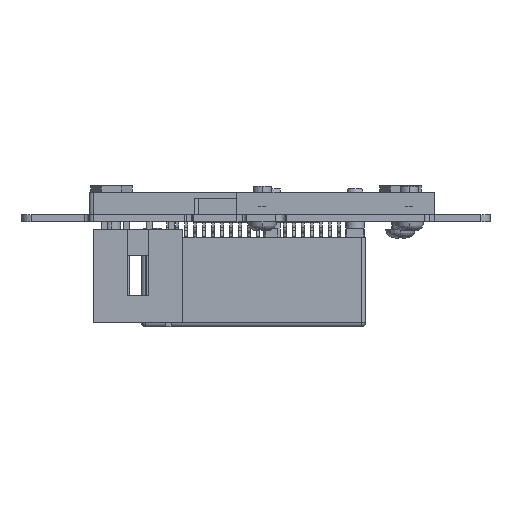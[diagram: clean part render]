
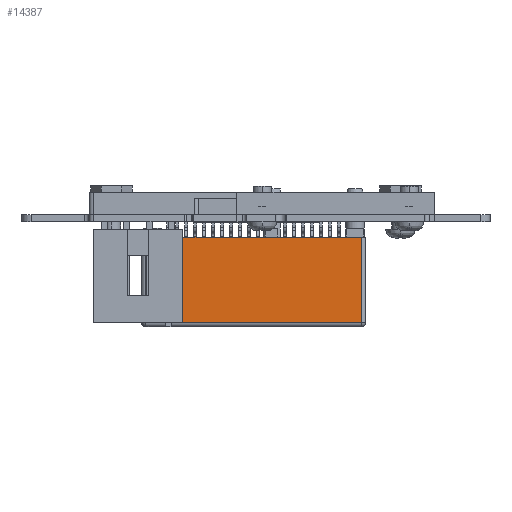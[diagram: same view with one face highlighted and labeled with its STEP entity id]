
A CAD part, front view. The second image highlights one B-rep face of the part: STEP entity #14387.
In plain terms, the highlighted face is planar.
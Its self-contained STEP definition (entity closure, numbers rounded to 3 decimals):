
#10217 = EDGE_CURVE('',#10218,#10220,#10222,.T.);
#10218 = VERTEX_POINT('',#10219);
#10219 = CARTESIAN_POINT('',(-3.7,0.,24.5));
#10220 = VERTEX_POINT('',#10221);
#10221 = CARTESIAN_POINT('',(-3.7,0.,0.5));
#10222 = LINE('',#10223,#10224);
#10223 = CARTESIAN_POINT('',(-3.7,0.,25.));
#10224 = VECTOR('',#10225,1.);
#10225 = DIRECTION('',(0.,0.,-1.));
#14387 = ADVANCED_FACE('',(#14388),#14445,.F.);
#14388 = FACE_BOUND('',#14389,.T.);
#14389 = EDGE_LOOP('',(#14390,#14391,#14399,#14407,#14415,#14423,#14431,
    #14439));
#14390 = ORIENTED_EDGE('',*,*,#10217,.F.);
#14391 = ORIENTED_EDGE('',*,*,#14392,.T.);
#14392 = EDGE_CURVE('',#10218,#14393,#14395,.T.);
#14393 = VERTEX_POINT('',#14394);
#14394 = CARTESIAN_POINT('',(-3.7,9.5,24.5));
#14395 = LINE('',#14396,#14397);
#14396 = CARTESIAN_POINT('',(-3.7,10.,24.5));
#14397 = VECTOR('',#14398,1.);
#14398 = DIRECTION('',(0.,1.,0.));
#14399 = ORIENTED_EDGE('',*,*,#14400,.T.);
#14400 = EDGE_CURVE('',#14393,#14401,#14403,.T.);
#14401 = VERTEX_POINT('',#14402);
#14402 = CARTESIAN_POINT('',(-3.7,9.5,22.3));
#14403 = LINE('',#14404,#14405);
#14404 = CARTESIAN_POINT('',(-3.7,9.5,25.));
#14405 = VECTOR('',#14406,1.);
#14406 = DIRECTION('',(0.,0.,-1.));
#14407 = ORIENTED_EDGE('',*,*,#14408,.F.);
#14408 = EDGE_CURVE('',#14409,#14401,#14411,.T.);
#14409 = VERTEX_POINT('',#14410);
#14410 = CARTESIAN_POINT('',(-3.7,5.25,22.3));
#14411 = LINE('',#14412,#14413);
#14412 = CARTESIAN_POINT('',(-3.7,4.469,22.3));
#14413 = VECTOR('',#14414,1.);
#14414 = DIRECTION('',(0.,1.,0.));
#14415 = ORIENTED_EDGE('',*,*,#14416,.T.);
#14416 = EDGE_CURVE('',#14409,#14417,#14419,.T.);
#14417 = VERTEX_POINT('',#14418);
#14418 = CARTESIAN_POINT('',(-3.7,5.25,21.7));
#14419 = LINE('',#14420,#14421);
#14420 = CARTESIAN_POINT('',(-3.7,5.25,21.7));
#14421 = VECTOR('',#14422,1.);
#14422 = DIRECTION('',(0.,0.,-1.));
#14423 = ORIENTED_EDGE('',*,*,#14424,.T.);
#14424 = EDGE_CURVE('',#14417,#14425,#14427,.T.);
#14425 = VERTEX_POINT('',#14426);
#14426 = CARTESIAN_POINT('',(-3.7,9.5,21.7));
#14427 = LINE('',#14428,#14429);
#14428 = CARTESIAN_POINT('',(-3.7,4.469,21.7));
#14429 = VECTOR('',#14430,1.);
#14430 = DIRECTION('',(0.,1.,0.));
#14431 = ORIENTED_EDGE('',*,*,#14432,.T.);
#14432 = EDGE_CURVE('',#14425,#14433,#14435,.T.);
#14433 = VERTEX_POINT('',#14434);
#14434 = CARTESIAN_POINT('',(-3.7,9.5,0.5));
#14435 = LINE('',#14436,#14437);
#14436 = CARTESIAN_POINT('',(-3.7,9.5,25.));
#14437 = VECTOR('',#14438,1.);
#14438 = DIRECTION('',(0.,0.,-1.));
#14439 = ORIENTED_EDGE('',*,*,#14440,.T.);
#14440 = EDGE_CURVE('',#14433,#10220,#14441,.T.);
#14441 = LINE('',#14442,#14443);
#14442 = CARTESIAN_POINT('',(-3.7,10.,0.5));
#14443 = VECTOR('',#14444,1.);
#14444 = DIRECTION('',(0.,-1.,0.));
#14445 = PLANE('',#14446);
#14446 = AXIS2_PLACEMENT_3D('',#14447,#14448,#14449);
#14447 = CARTESIAN_POINT('',(-3.7,10.,25.));
#14448 = DIRECTION('',(1.,0.,0.));
#14449 = DIRECTION('',(0.,1.,0.));
